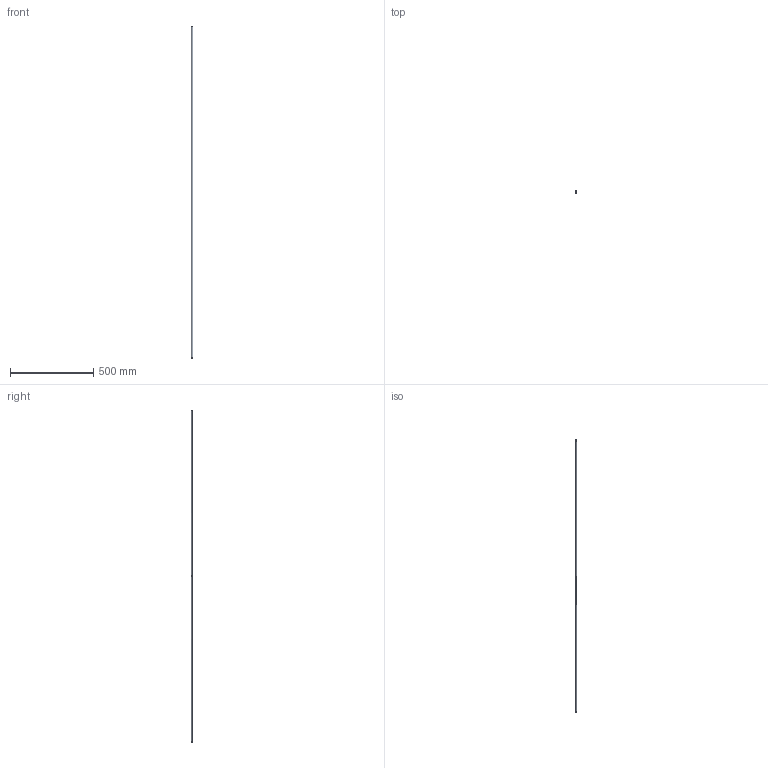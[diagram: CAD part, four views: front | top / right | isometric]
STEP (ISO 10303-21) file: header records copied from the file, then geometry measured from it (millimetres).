
FILE_DESCRIPTION (( 'STEP AP203' ), '1' );
FILE_NAME ('A14_PR12-2000-M12.STEP', '2018-12-19T12:31:38', ( '' ), ( '' ), 'SwSTEP 2.0', 'SolidWorks 2013', '' );
FILE_SCHEMA (( 'CONFIG_CONTROL_DESIGN' ));
Length unit declared in the file: millimetre
Products named in the file (1): A14_PR12-2000-M12
Bounding box: 12 x 12 x 2000 mm (x, y, z)
Volume: 225928.7 mm3; surface area: 75717.5 mm2
Topology: 1 solids, 1 shells, 10 faces, 22 edges, 12 vertices
Faces by surface type: cone 4, cylinder 4, plane 2
Entity records: 463 total; most frequent: CARTESIAN_POINT 165, DIRECTION 48, ORIENTED_EDGE 44, EDGE_CURVE 22, AXIS2_PLACEMENT_3D 19, VERTEX_POINT 12, ADVANCED_FACE 10, LINE 10
